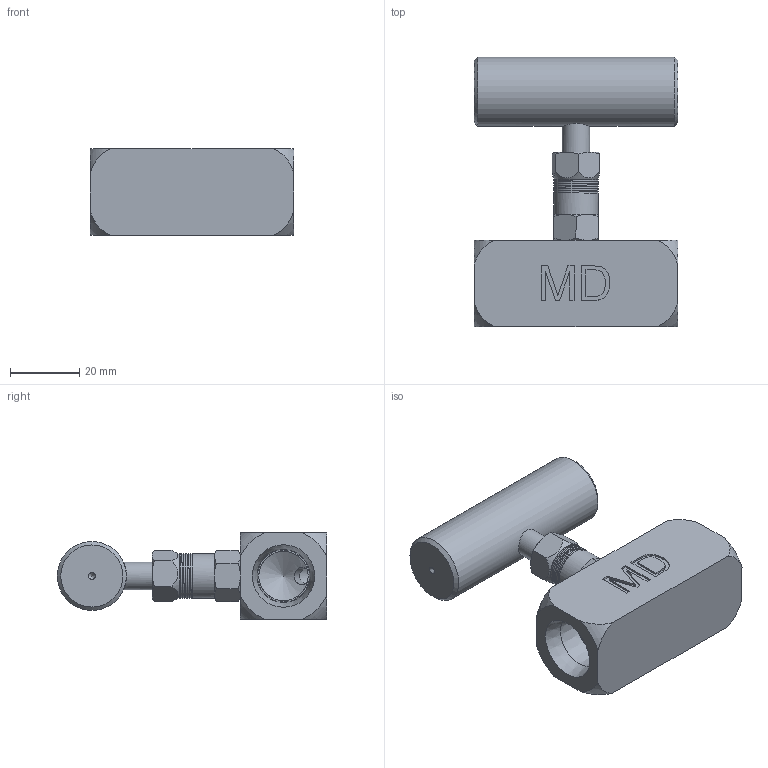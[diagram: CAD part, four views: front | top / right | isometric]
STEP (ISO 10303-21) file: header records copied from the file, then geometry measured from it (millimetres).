
FILE_DESCRIPTION(/* description */ ('Unknown'),/* implementation_level */ '2;1');
FILE_NAME(/* name */ 'NV-0060-DN10',/* time_stamp */ '2022-03-28T10:04:08+08:00',/* author */ ('Unknown'),/* organization */ ('Unknown'),/* preprocessor_version */ 'ST-DEVELOPER v16.7',/* originating_system */ 'DEX',/* authorisation */ $);
FILE_SCHEMA (('AUTOMOTIVE_DESIGN {1 0 10303 214 3 1 1}'));
Length unit declared in the file: millimetre
Products named in the file (1): NV-0060-DN10
Bounding box: 59 x 78 x 25 mm (x, y, z)
Volume: 49019.6 mm3; surface area: 16179 mm2
Topology: 1 solids, 1 shells, 193 faces, 480 edges, 316 vertices
Faces by surface type: plane 96, cone 34, bspline 34, cylinder 21, torus 8
Full cylindrical faces by diameter (mm): 5 x1, 6.5 x1, 7.886 x1, 8 x2, 8.4 x1, 9 x1, 13 x8, 14.3 x2, 20 x1
Entity records: 10525 total; most frequent: CARTESIAN_POINT 6634, ORIENTED_EDGE 836, DIRECTION 610, EDGE_CURVE 418, VERTEX_POINT 301, FACE_BOUND 253, EDGE_LOOP 249, AXIS2_PLACEMENT_3D 210
